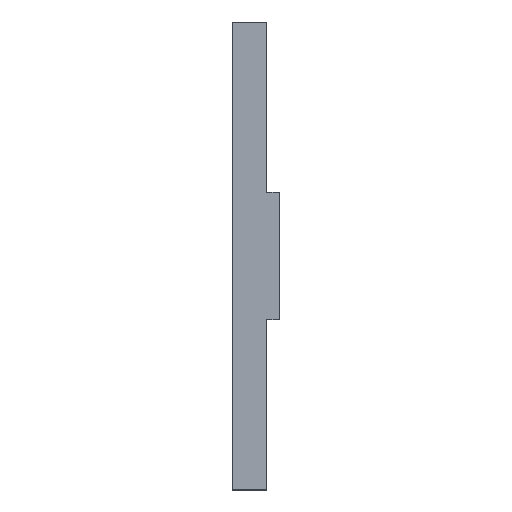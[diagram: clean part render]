
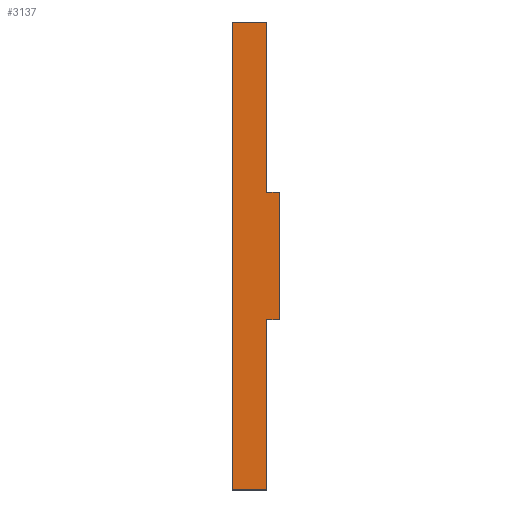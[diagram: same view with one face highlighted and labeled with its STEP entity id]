
A CAD part, left-side view. The second image highlights one B-rep face of the part: STEP entity #3137.
In plain terms, the highlighted planar face has unit normal (-1, 0, 0).
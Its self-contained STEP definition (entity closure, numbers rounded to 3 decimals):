
#37 = CARTESIAN_POINT ( 'NONE',  ( -65., 0., 55. ) ) ;
#42 = CARTESIAN_POINT ( 'NONE',  ( -65., 8., 55. ) ) ;
#70 = DIRECTION ( 'NONE',  ( 0., 0., 1. ) ) ;
#139 = VERTEX_POINT ( 'NONE', #3955 ) ;
#156 = VERTEX_POINT ( 'NONE', #37 ) ;
#235 = ORIENTED_EDGE ( 'NONE', *, *, #827, .T. ) ;
#239 = CARTESIAN_POINT ( 'NONE',  ( -65., 0., -55. ) ) ;
#264 = EDGE_CURVE ( 'NONE', #2816, #2155, #3009, .T. ) ;
#338 = EDGE_CURVE ( 'NONE', #2998, #156, #3434, .T. ) ;
#430 = VECTOR ( 'NONE', #1884, 1000. ) ;
#481 = VECTOR ( 'NONE', #2947, 1000. ) ;
#641 = LINE ( 'NONE', #42, #4690 ) ;
#643 = LINE ( 'NONE', #4689, #2527 ) ;
#688 = VERTEX_POINT ( 'NONE', #1955 ) ;
#827 = EDGE_CURVE ( 'NONE', #5058, #2155, #4957, .T. ) ;
#940 = EDGE_CURVE ( 'NONE', #688, #2816, #2508, .T. ) ;
#1008 = VECTOR ( 'NONE', #4450, 1000. ) ;
#1372 = CARTESIAN_POINT ( 'NONE',  ( -65., 0., 55. ) ) ;
#1374 = DIRECTION ( 'NONE',  ( 0., 0., -1. ) ) ;
#1434 = DIRECTION ( 'NONE',  ( 0., 0., 1. ) ) ;
#1494 = ORIENTED_EDGE ( 'NONE', *, *, #4856, .T. ) ;
#1686 = AXIS2_PLACEMENT_3D ( 'NONE', #4474, #1770, #1374 ) ;
#1701 = CARTESIAN_POINT ( 'NONE',  ( -65., -3., -15. ) ) ;
#1710 = LINE ( 'NONE', #1372, #4822 ) ;
#1755 = VERTEX_POINT ( 'NONE', #3424 ) ;
#1770 = DIRECTION ( 'NONE',  ( 1., 0., 0. ) ) ;
#1846 = CARTESIAN_POINT ( 'NONE',  ( -65., 0., 55. ) ) ;
#1884 = DIRECTION ( 'NONE',  ( 0., 0., -1. ) ) ;
#1922 = ORIENTED_EDGE ( 'NONE', *, *, #264, .F. ) ;
#1923 = LINE ( 'NONE', #2933, #4375 ) ;
#1955 = CARTESIAN_POINT ( 'NONE',  ( -65., -3., 15. ) ) ;
#1980 = EDGE_CURVE ( 'NONE', #1755, #2998, #641, .T. ) ;
#2136 = ORIENTED_EDGE ( 'NONE', *, *, #940, .F. ) ;
#2139 = PLANE ( 'NONE',  #1686 ) ;
#2155 = VERTEX_POINT ( 'NONE', #2888 ) ;
#2188 = DIRECTION ( 'NONE',  ( 0., -1., 0. ) ) ;
#2508 = LINE ( 'NONE', #5029, #430 ) ;
#2527 = VECTOR ( 'NONE', #2699, 1000. ) ;
#2637 = EDGE_CURVE ( 'NONE', #139, #156, #1710, .T. ) ;
#2699 = DIRECTION ( 'NONE',  ( 0., -1., 0. ) ) ;
#2816 = VERTEX_POINT ( 'NONE', #4220 ) ;
#2888 = CARTESIAN_POINT ( 'NONE',  ( -65., 0., -15. ) ) ;
#2933 = CARTESIAN_POINT ( 'NONE',  ( -65., -3., 15. ) ) ;
#2947 = DIRECTION ( 'NONE',  ( 0., 0., 1. ) ) ;
#2998 = VERTEX_POINT ( 'NONE', #4457 ) ;
#3009 = LINE ( 'NONE', #1701, #1008 ) ;
#3137 = ADVANCED_FACE ( 'NONE', ( #4635 ), #2139, .F. ) ;
#3424 = CARTESIAN_POINT ( 'NONE',  ( -65., 8., -55. ) ) ;
#3434 = LINE ( 'NONE', #4028, #4258 ) ;
#3649 = ORIENTED_EDGE ( 'NONE', *, *, #338, .F. ) ;
#3906 = EDGE_CURVE ( 'NONE', #688, #139, #1923, .T. ) ;
#3955 = CARTESIAN_POINT ( 'NONE',  ( -65., 0., 15. ) ) ;
#4028 = CARTESIAN_POINT ( 'NONE',  ( -65., 8., 55. ) ) ;
#4220 = CARTESIAN_POINT ( 'NONE',  ( -65., -3., -15. ) ) ;
#4258 = VECTOR ( 'NONE', #2188, 1000. ) ;
#4322 = ORIENTED_EDGE ( 'NONE', *, *, #1980, .F. ) ;
#4375 = VECTOR ( 'NONE', #4400, 1000. ) ;
#4400 = DIRECTION ( 'NONE',  ( 0., 1., 0. ) ) ;
#4450 = DIRECTION ( 'NONE',  ( 0., 1., 0. ) ) ;
#4457 = CARTESIAN_POINT ( 'NONE',  ( -65., 8., 55. ) ) ;
#4474 = CARTESIAN_POINT ( 'NONE',  ( -65., 8., 55. ) ) ;
#4502 = ORIENTED_EDGE ( 'NONE', *, *, #2637, .T. ) ;
#4635 = FACE_OUTER_BOUND ( 'NONE', #4647, .T. ) ;
#4647 = EDGE_LOOP ( 'NONE', ( #235, #1922, #2136, #5094, #4502, #3649, #4322, #1494 ) ) ;
#4689 = CARTESIAN_POINT ( 'NONE',  ( -65., 8., -55. ) ) ;
#4690 = VECTOR ( 'NONE', #70, 1000. ) ;
#4822 = VECTOR ( 'NONE', #1434, 1000. ) ;
#4856 = EDGE_CURVE ( 'NONE', #1755, #5058, #643, .T. ) ;
#4957 = LINE ( 'NONE', #1846, #481 ) ;
#5029 = CARTESIAN_POINT ( 'NONE',  ( -65., -3., -15. ) ) ;
#5058 = VERTEX_POINT ( 'NONE', #239 ) ;
#5094 = ORIENTED_EDGE ( 'NONE', *, *, #3906, .T. ) ;
